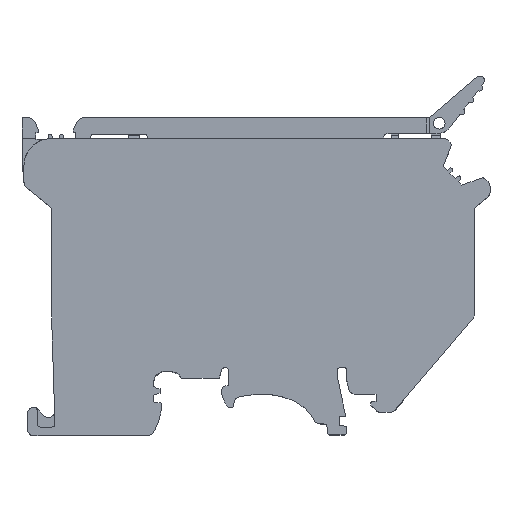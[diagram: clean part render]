
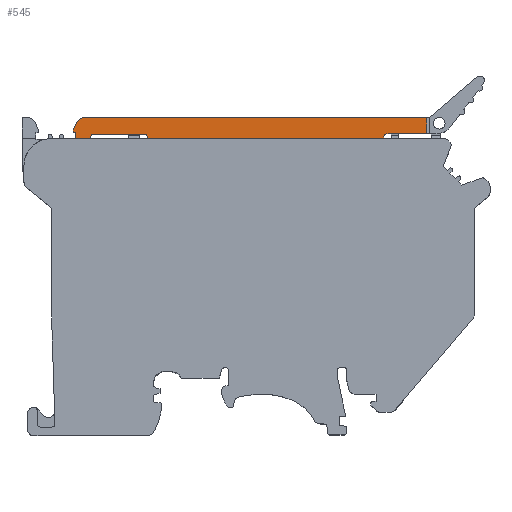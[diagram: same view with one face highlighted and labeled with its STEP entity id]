
A CAD part, top view. The second image highlights one B-rep face of the part: STEP entity #545.
In plain terms, the highlighted planar face has unit normal (0, 0, 1).
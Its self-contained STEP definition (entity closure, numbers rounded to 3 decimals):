
#360=CIRCLE('',#8554,0.15);
#361=CIRCLE('',#8557,0.15);
#362=CIRCLE('',#8560,1.2);
#363=CIRCLE('',#8562,0.5);
#364=CIRCLE('',#8563,0.5);
#365=CIRCLE('',#8564,0.5);
#545=ADVANCED_FACE('',(#1277),#953,.T.);
#953=PLANE('',#8565);
#1277=FACE_OUTER_BOUND('',#1687,.T.);
#1687=EDGE_LOOP('',(#2293,#2294,#2295,#2296,#2297,#2298,#2299,#2300,#2301,
#2302,#2303,#2304,#2305,#2306,#2307,#2308,#2309,#2310,#2311));
#2293=ORIENTED_EDGE('',*,*,#5418,.T.);
#2294=ORIENTED_EDGE('',*,*,#5455,.T.);
#2295=ORIENTED_EDGE('',*,*,#5453,.F.);
#2296=ORIENTED_EDGE('',*,*,#5451,.T.);
#2297=ORIENTED_EDGE('',*,*,#5449,.F.);
#2298=ORIENTED_EDGE('',*,*,#5447,.T.);
#2299=ORIENTED_EDGE('',*,*,#5445,.F.);
#2300=ORIENTED_EDGE('',*,*,#5342,.F.);
#2301=ORIENTED_EDGE('',*,*,#5456,.T.);
#2302=ORIENTED_EDGE('',*,*,#5350,.T.);
#2303=ORIENTED_EDGE('',*,*,#5457,.T.);
#2304=ORIENTED_EDGE('',*,*,#5458,.F.);
#2305=ORIENTED_EDGE('',*,*,#5459,.T.);
#2306=ORIENTED_EDGE('',*,*,#5304,.F.);
#2307=ORIENTED_EDGE('',*,*,#5460,.T.);
#2308=ORIENTED_EDGE('',*,*,#5321,.T.);
#2309=ORIENTED_EDGE('',*,*,#5461,.T.);
#2310=ORIENTED_EDGE('',*,*,#5387,.T.);
#2311=ORIENTED_EDGE('',*,*,#5462,.T.);
#4502=VERTEX_POINT('',#11266);
#4503=VERTEX_POINT('',#11268);
#4519=VERTEX_POINT('',#11303);
#4520=VERTEX_POINT('',#11305);
#4534=VERTEX_POINT('',#11345);
#4535=VERTEX_POINT('',#11347);
#4540=VERTEX_POINT('',#11360);
#4541=VERTEX_POINT('',#11362);
#4569=VERTEX_POINT('',#11439);
#4570=VERTEX_POINT('',#11441);
#4596=VERTEX_POINT('',#11502);
#4597=VERTEX_POINT('',#11504);
#4617=VERTEX_POINT('',#11553);
#4618=VERTEX_POINT('',#11557);
#4619=VERTEX_POINT('',#11561);
#4620=VERTEX_POINT('',#11565);
#4621=VERTEX_POINT('',#11569);
#4622=VERTEX_POINT('',#11576);
#4623=VERTEX_POINT('',#11578);
#5304=EDGE_CURVE('',#4502,#4503,#6508,.T.);
#5321=EDGE_CURVE('',#4520,#4519,#6525,.T.);
#5342=EDGE_CURVE('',#4534,#4535,#6546,.T.);
#5350=EDGE_CURVE('',#4541,#4540,#6554,.T.);
#5387=EDGE_CURVE('',#4570,#4569,#6588,.T.);
#5418=EDGE_CURVE('',#4597,#4596,#6613,.T.);
#5445=EDGE_CURVE('',#4535,#4617,#6631,.T.);
#5447=EDGE_CURVE('',#4618,#4617,#360,.T.);
#5449=EDGE_CURVE('',#4618,#4619,#6634,.T.);
#5451=EDGE_CURVE('',#4620,#4619,#361,.T.);
#5453=EDGE_CURVE('',#4620,#4621,#6637,.T.);
#5455=EDGE_CURVE('',#4596,#4621,#362,.T.);
#5456=EDGE_CURVE('',#4534,#4541,#6639,.T.);
#5457=EDGE_CURVE('',#4540,#4622,#363,.T.);
#5458=EDGE_CURVE('',#4623,#4622,#6640,.T.);
#5459=EDGE_CURVE('',#4623,#4503,#364,.T.);
#5460=EDGE_CURVE('',#4502,#4520,#6641,.T.);
#5461=EDGE_CURVE('',#4519,#4570,#365,.T.);
#5462=EDGE_CURVE('',#4569,#4597,#6642,.T.);
#6508=LINE('',#11267,#7509);
#6525=LINE('',#11304,#7526);
#6546=LINE('',#11346,#7547);
#6554=LINE('',#11361,#7555);
#6588=LINE('',#11440,#7589);
#6613=LINE('',#11503,#7614);
#6631=LINE('',#11552,#7632);
#6634=LINE('',#11560,#7635);
#6637=LINE('',#11568,#7638);
#6639=LINE('',#11574,#7640);
#6640=LINE('',#11577,#7641);
#6641=LINE('',#11580,#7642);
#6642=LINE('',#11582,#7643);
#7509=VECTOR('',#9096,1.);
#7526=VECTOR('',#9119,1.);
#7547=VECTOR('',#9152,1.);
#7555=VECTOR('',#9162,1.);
#7589=VECTOR('',#9220,1.);
#7614=VECTOR('',#9267,1.);
#7632=VECTOR('',#9307,1.);
#7635=VECTOR('',#9316,1.);
#7638=VECTOR('',#9325,1.);
#7640=VECTOR('',#9333,1.);
#7641=VECTOR('',#9336,1.);
#7642=VECTOR('',#9339,1.);
#7643=VECTOR('',#9342,1.);
#8554=AXIS2_PLACEMENT_3D('',#11556,#9311,#9312);
#8557=AXIS2_PLACEMENT_3D('',#11564,#9320,#9321);
#8560=AXIS2_PLACEMENT_3D('',#11572,#9329,#9330);
#8562=AXIS2_PLACEMENT_3D('',#11575,#9334,#9335);
#8563=AXIS2_PLACEMENT_3D('',#11579,#9337,#9338);
#8564=AXIS2_PLACEMENT_3D('',#11581,#9340,#9341);
#8565=AXIS2_PLACEMENT_3D('',#11583,#9343,#9344);
#9096=DIRECTION('',(-0.061,0.998,0.));
#9119=DIRECTION('',(0.,1.,0.));
#9152=DIRECTION('',(0.,1.,0.));
#9162=DIRECTION('',(0.,1.,0.));
#9220=DIRECTION('',(1.,0.,0.));
#9267=DIRECTION('',(-1.,0.,0.));
#9307=DIRECTION('',(-0.995,0.105,0.));
#9311=DIRECTION('',(0.,0.,1.));
#9312=DIRECTION('',(-0.988,-0.154,0.));
#9316=DIRECTION('',(-0.154,0.988,0.));
#9320=DIRECTION('',(0.,0.,1.));
#9321=DIRECTION('',(-0.906,0.422,0.));
#9325=DIRECTION('',(0.422,0.906,0.));
#9329=DIRECTION('',(0.,0.,1.));
#9330=DIRECTION('',(0.,1.,0.));
#9333=DIRECTION('',(1.,0.,0.));
#9334=DIRECTION('',(0.,0.,-1.));
#9335=DIRECTION('',(-1.,0.,0.));
#9336=DIRECTION('',(-1.,0.,0.));
#9337=DIRECTION('',(0.,0.,-1.));
#9338=DIRECTION('',(0.,1.,0.));
#9339=DIRECTION('',(1.,0.,0.));
#9340=DIRECTION('',(0.,0.,-1.));
#9341=DIRECTION('',(-1.,0.,0.));
#9342=DIRECTION('',(0.,1.,0.));
#9343=DIRECTION('',(0.,0.,1.));
#9344=DIRECTION('',(-1.,0.,0.));
#11266=CARTESIAN_POINT('',(-17.928,31.44,7.95));
#11267=CARTESIAN_POINT('',(-17.928,31.44,7.95));
#11268=CARTESIAN_POINT('',(-17.936,31.571,7.95));
#11303=CARTESIAN_POINT('',(18.72,31.66,7.95));
#11304=CARTESIAN_POINT('',(18.72,31.44,7.95));
#11305=CARTESIAN_POINT('',(18.72,31.44,7.95));
#11345=CARTESIAN_POINT('',(-29.037,31.44,7.95));
#11346=CARTESIAN_POINT('',(-29.037,31.44,7.95));
#11347=CARTESIAN_POINT('',(-29.037,32.283,7.95));
#11360=CARTESIAN_POINT('',(-26.8,31.54,7.95));
#11361=CARTESIAN_POINT('',(-26.8,31.44,7.95));
#11362=CARTESIAN_POINT('',(-26.8,31.44,7.95));
#11439=CARTESIAN_POINT('',(25.4,32.16,7.95));
#11440=CARTESIAN_POINT('',(19.22,32.16,7.95));
#11441=CARTESIAN_POINT('',(19.22,32.16,7.95));
#11502=CARTESIAN_POINT('',(-27.809,34.64,7.95));
#11503=CARTESIAN_POINT('',(25.4,34.64,7.95));
#11504=CARTESIAN_POINT('',(25.4,34.64,7.95));
#11552=CARTESIAN_POINT('',(-29.037,32.283,7.95));
#11553=CARTESIAN_POINT('',(-29.254,32.306,7.95));
#11556=CARTESIAN_POINT('',(-29.239,32.455,7.95));
#11557=CARTESIAN_POINT('',(-29.387,32.432,7.95));
#11560=CARTESIAN_POINT('',(-29.387,32.432,7.95));
#11561=CARTESIAN_POINT('',(-29.434,32.734,7.95));
#11564=CARTESIAN_POINT('',(-29.286,32.757,7.95));
#11565=CARTESIAN_POINT('',(-29.422,32.82,7.95));
#11568=CARTESIAN_POINT('',(-29.422,32.82,7.95));
#11569=CARTESIAN_POINT('',(-28.897,33.947,7.95));
#11572=CARTESIAN_POINT('',(-27.809,33.44,7.95));
#11574=CARTESIAN_POINT('',(-29.037,31.44,7.95));
#11575=CARTESIAN_POINT('',(-26.3,31.54,7.95));
#11576=CARTESIAN_POINT('',(-26.3,32.04,7.95));
#11577=CARTESIAN_POINT('',(-18.435,32.04,7.95));
#11578=CARTESIAN_POINT('',(-18.435,32.04,7.95));
#11579=CARTESIAN_POINT('',(-18.435,31.54,7.95));
#11580=CARTESIAN_POINT('',(-17.928,31.44,7.95));
#11581=CARTESIAN_POINT('',(19.22,31.66,7.95));
#11582=CARTESIAN_POINT('',(25.4,32.16,7.95));
#11583=CARTESIAN_POINT('',(0.,0.,7.95));
